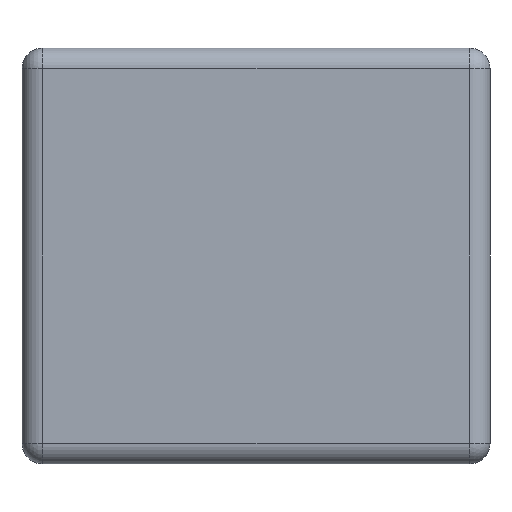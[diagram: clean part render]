
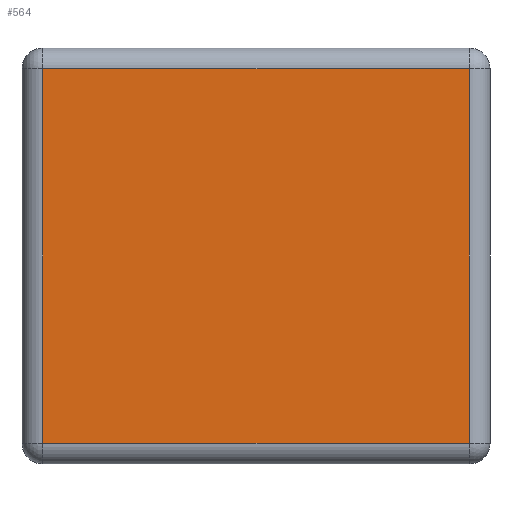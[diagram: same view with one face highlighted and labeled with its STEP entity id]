
A CAD part, left-side view. The second image highlights one B-rep face of the part: STEP entity #564.
In plain terms, the highlighted planar face has unit normal (-1, 0, 0).
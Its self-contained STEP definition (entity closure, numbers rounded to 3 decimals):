
#21 = DIRECTION ( 'NONE',  ( 0., -1., 0. ) ) ;
#100 = LINE ( 'NONE', #455, #301 ) ;
#104 = ORIENTED_EDGE ( 'NONE', *, *, #817, .T. ) ;
#113 = DIRECTION ( 'NONE',  ( 0., 0., -1. ) ) ;
#171 = LINE ( 'NONE', #1230, #831 ) ;
#192 = EDGE_CURVE ( 'NONE', #1248, #861, #100, .T. ) ;
#227 = LINE ( 'NONE', #1219, #893 ) ;
#274 = DIRECTION ( 'NONE',  ( 0., 0., -1. ) ) ;
#298 = CARTESIAN_POINT ( 'NONE',  ( -1.6, 1.8, -0.72 ) ) ;
#301 = VECTOR ( 'NONE', #640, 1000. ) ;
#407 = CARTESIAN_POINT ( 'NONE',  ( -1.6, 1.72, 0.72 ) ) ;
#455 = CARTESIAN_POINT ( 'NONE',  ( -1.6, 1.8, 0.72 ) ) ;
#460 = VERTEX_POINT ( 'NONE', #579 ) ;
#522 = CARTESIAN_POINT ( 'NONE',  ( -1.6, 1.72, -0.72 ) ) ;
#564 = ADVANCED_FACE ( 'NONE', ( #865 ), #973, .F. ) ;
#569 = EDGE_CURVE ( 'NONE', #1020, #460, #804, .T. ) ;
#578 = EDGE_LOOP ( 'NONE', ( #104, #1075, #605, #920 ) ) ;
#579 = CARTESIAN_POINT ( 'NONE',  ( -1.6, 0.08, -0.72 ) ) ;
#589 = DIRECTION ( 'NONE',  ( 1., 0., 0. ) ) ;
#605 = ORIENTED_EDGE ( 'NONE', *, *, #1010, .T. ) ;
#640 = DIRECTION ( 'NONE',  ( 0., 1., 0. ) ) ;
#804 = LINE ( 'NONE', #298, #879 ) ;
#817 = EDGE_CURVE ( 'NONE', #861, #1020, #171, .T. ) ;
#831 = VECTOR ( 'NONE', #274, 1000. ) ;
#861 = VERTEX_POINT ( 'NONE', #407 ) ;
#865 = FACE_OUTER_BOUND ( 'NONE', #578, .T. ) ;
#879 = VECTOR ( 'NONE', #21, 1000. ) ;
#885 = CARTESIAN_POINT ( 'NONE',  ( -1.6, 0.08, 0.72 ) ) ;
#893 = VECTOR ( 'NONE', #1004, 1000. ) ;
#894 = AXIS2_PLACEMENT_3D ( 'NONE', #1088, #589, #113 ) ;
#920 = ORIENTED_EDGE ( 'NONE', *, *, #192, .T. ) ;
#973 = PLANE ( 'NONE',  #894 ) ;
#1004 = DIRECTION ( 'NONE',  ( 0., 0., 1. ) ) ;
#1010 = EDGE_CURVE ( 'NONE', #460, #1248, #227, .T. ) ;
#1020 = VERTEX_POINT ( 'NONE', #522 ) ;
#1075 = ORIENTED_EDGE ( 'NONE', *, *, #569, .T. ) ;
#1088 = CARTESIAN_POINT ( 'NONE',  ( -1.6, 1.8, -0.8 ) ) ;
#1219 = CARTESIAN_POINT ( 'NONE',  ( -1.6, 0.08, -0.8 ) ) ;
#1230 = CARTESIAN_POINT ( 'NONE',  ( -1.6, 1.72, -0.8 ) ) ;
#1248 = VERTEX_POINT ( 'NONE', #885 ) ;
